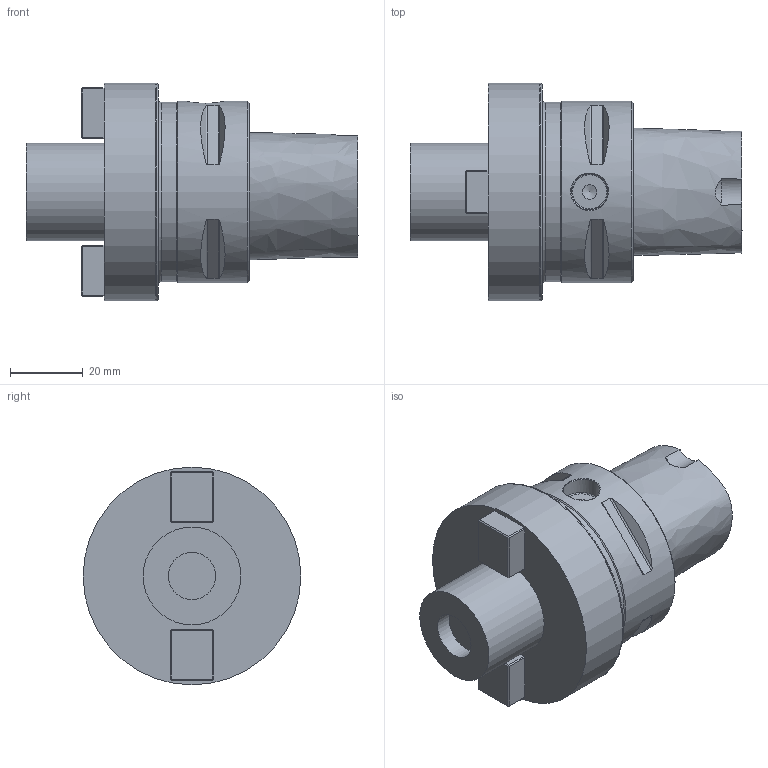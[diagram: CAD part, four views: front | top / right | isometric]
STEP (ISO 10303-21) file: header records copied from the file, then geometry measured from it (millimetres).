
FILE_DESCRIPTION(/* description */ (''),/* implementation_level */ '2;1');
FILE_NAME(/* name */ 'AC5-FM-27-040.stp',/* time_stamp */ '2024-11-28T17:14:23+03:00',/* author */ (''),/* organization */ (''),/* preprocessor_version */ 'ST-DEVELOPER v19.4',/* originating_system */ 'SIEMENS PLM Software NX2306.5001',/* authorisation */ '');
FILE_SCHEMA (('AUTOMOTIVE_DESIGN { 1 0 10303 214 3 1 1 1 }'));
Length unit declared in the file: millimetre
Products named in the file (1): AC5-FM-27-040-LIGHT_objects
Bounding box: 91.5 x 60 x 60 mm (x, y, z)
Volume: 131180.6 mm3; surface area: 18416.3 mm2
Topology: 1 solids, 1 shells, 79 faces, 170 edges, 103 vertices
Faces by surface type: plane 53, cylinder 16, cone 5, torus 3, bspline 2
Full cylindrical faces by diameter (mm): 4 x1, 10 x1, 13 x1, 27 x1, 49.4 x1, 50 x1, 60 x1
Entity records: 2628 total; most frequent: CARTESIAN_POINT 1014, DIRECTION 310, ORIENTED_EDGE 294, EDGE_CURVE 147, AXIS2_PLACEMENT_3D 107, EDGE_LOOP 106, VERTEX_POINT 98, LINE 96
